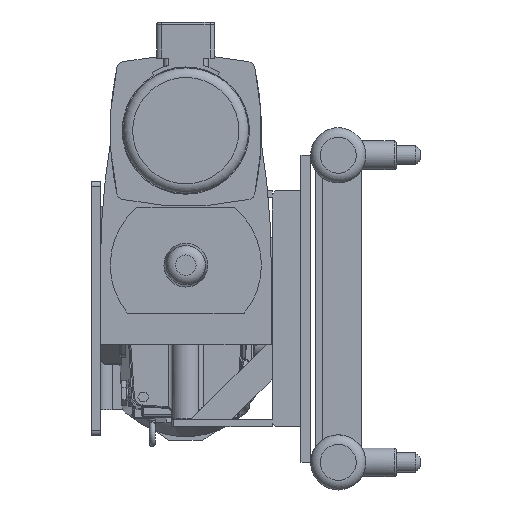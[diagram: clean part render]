
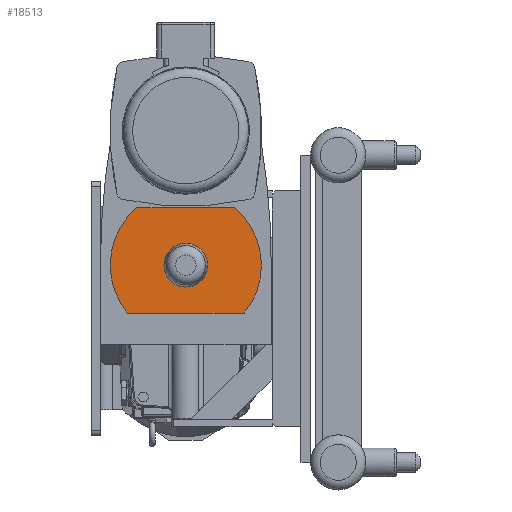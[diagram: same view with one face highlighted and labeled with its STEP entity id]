
A CAD part, left-side view. The second image highlights one B-rep face of the part: STEP entity #18513.
In plain terms, the highlighted planar face has unit normal (-1, 0, 0).
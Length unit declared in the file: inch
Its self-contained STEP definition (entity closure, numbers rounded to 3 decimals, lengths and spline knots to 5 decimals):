
#678=CIRCLE('',#19703,1.1405);
#680=CIRCLE('',#19707,3.937);
#682=CIRCLE('',#19711,3.937);
#1665=FACE_BOUND('',#3600,.T.);
#1887=PLANE('',#19713);
#2480=FACE_OUTER_BOUND('',#3599,.T.);
#3599=EDGE_LOOP('',(#13582,#13583,#13584,#13585));
#3600=EDGE_LOOP('',(#13586));
#4962=LINE('',#29110,#6444);
#4966=LINE('',#29120,#6448);
#6444=VECTOR('',#22471,0.3937);
#6448=VECTOR('',#22483,0.3937);
#8135=VERTEX_POINT('',#29093);
#8138=VERTEX_POINT('',#29101);
#8139=VERTEX_POINT('',#29103);
#8141=VERTEX_POINT('',#29109);
#8143=VERTEX_POINT('',#29115);
#10167=EDGE_CURVE('',#8135,#8135,#678,.T.);
#10170=EDGE_CURVE('',#8139,#8138,#680,.T.);
#10173=EDGE_CURVE('',#8141,#8139,#4962,.T.);
#10176=EDGE_CURVE('',#8143,#8141,#682,.T.);
#10179=EDGE_CURVE('',#8138,#8143,#4966,.T.);
#13582=ORIENTED_EDGE('',*,*,#10179,.T.);
#13583=ORIENTED_EDGE('',*,*,#10176,.T.);
#13584=ORIENTED_EDGE('',*,*,#10173,.T.);
#13585=ORIENTED_EDGE('',*,*,#10170,.T.);
#13586=ORIENTED_EDGE('',*,*,#10167,.T.);
#18513=ADVANCED_FACE('',(#2480,#1665),#1887,.F.);
#19703=AXIS2_PLACEMENT_3D('',#29095,#22456,#22457);
#19707=AXIS2_PLACEMENT_3D('',#29104,#22465,#22466);
#19711=AXIS2_PLACEMENT_3D('',#29116,#22477,#22478);
#19713=AXIS2_PLACEMENT_3D('',#29121,#22484,#22485);
#22456=DIRECTION('center_axis',(1.,0.,0.));
#22457=DIRECTION('ref_axis',(0.,1.,0.));
#22465=DIRECTION('center_axis',(-1.,0.,0.));
#22466=DIRECTION('ref_axis',(0.,0.773,0.635));
#22471=DIRECTION('',(0.,-1.,0.));
#22477=DIRECTION('center_axis',(-1.,0.,0.));
#22478=DIRECTION('ref_axis',(0.,-0.648,-0.762));
#22483=DIRECTION('',(0.,1.,0.));
#22484=DIRECTION('center_axis',(1.,0.,0.));
#22485=DIRECTION('ref_axis',(0.,1.,0.));
#29093=CARTESIAN_POINT('',(-24.858,-1.1405,2.25));
#29095=CARTESIAN_POINT('Origin',(-24.858,0.,2.25));
#29101=CARTESIAN_POINT('',(-24.858,-2.5495,5.25));
#29103=CARTESIAN_POINT('',(-24.858,-3.04138,-0.25));
#29104=CARTESIAN_POINT('Origin',(-24.858,0.,2.25));
#29109=CARTESIAN_POINT('',(-24.858,3.04138,-0.25));
#29110=CARTESIAN_POINT('',(-24.858,-3.04138,-0.25));
#29115=CARTESIAN_POINT('',(-24.858,2.5495,5.25));
#29116=CARTESIAN_POINT('Origin',(-24.858,0.,2.25));
#29120=CARTESIAN_POINT('',(-24.858,2.5495,5.25));
#29121=CARTESIAN_POINT('Origin',(-24.858,0.,2.39709));
